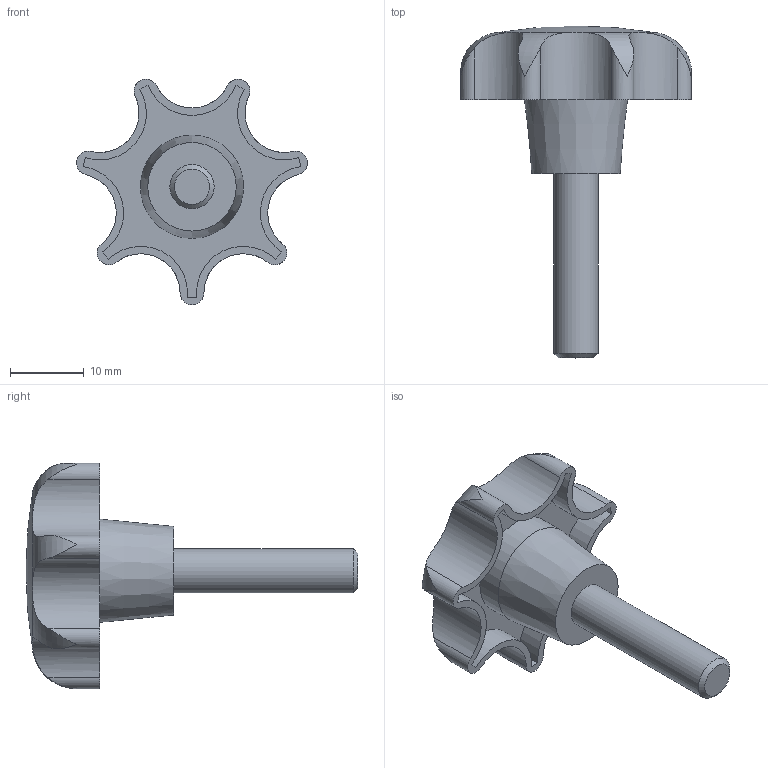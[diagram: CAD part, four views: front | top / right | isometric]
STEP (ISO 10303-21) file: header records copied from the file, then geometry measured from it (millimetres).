
FILE_DESCRIPTION( ( 'STEP AP214' ), '1' );
FILE_NAME( 'stgschr_ae_din6336_ausf_st_u_gv_66183225.stp', '2021-07-25T09:23:08', ( 'License CC BY-ND 4.0' ), ( 'CADENAS' ), ' ', 'PARTsolutions', ' ' );
FILE_SCHEMA( ( 'AUTOMOTIVE_DESIGN { 1 0 10303 214 1 1 1 1 }' ) );
Length unit declared in the file: millimetre
Products named in the file (1): _stgschr_ae_din6336_ausf_st_u_gv_66183225
Bounding box: 31.28 x 45 x 30.57 mm (x, y, z)
Volume: 5820.9 mm3; surface area: 3362.9 mm2
Topology: 1 solids, 1 shells, 44 faces, 127 edges, 87 vertices
Faces by surface type: cylinder 30, torus 7, plane 4, cone 2, sphere 1
Full cylindrical faces by diameter (mm): 6 x1, 14 x1
Entity records: 2098 total; most frequent: CARTESIAN_POINT 622, ORIENTED_EDGE 236, DIRECTION 228, EDGE_CURVE 118, AXIS2_PLACEMENT_3D 100, VERTEX_POINT 84, CIRCLE 55, EDGE_LOOP 51
